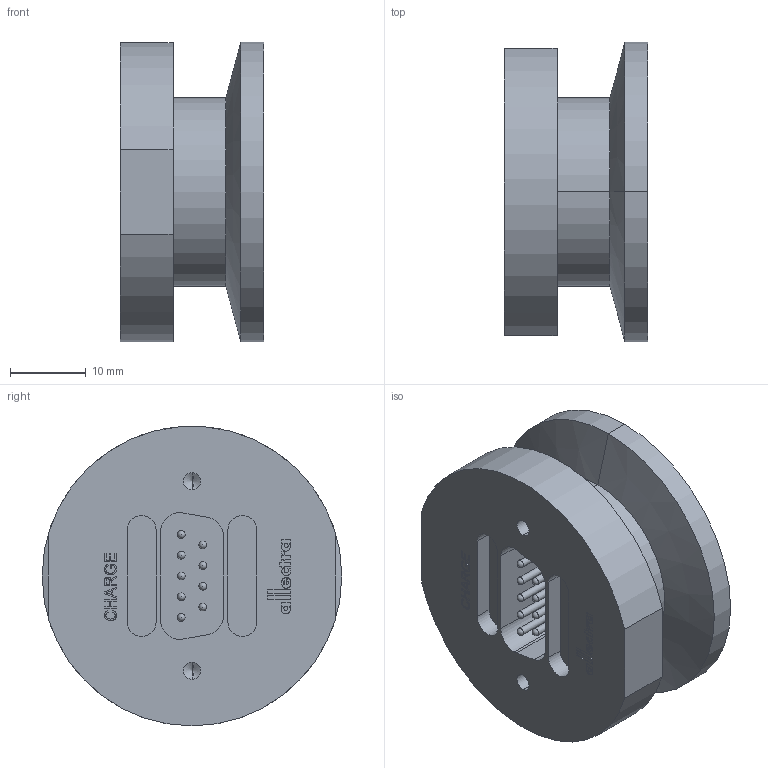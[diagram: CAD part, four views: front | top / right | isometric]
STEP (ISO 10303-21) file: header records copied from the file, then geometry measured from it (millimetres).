
FILE_DESCRIPTION (( 'STEP AP214' ), '1' );
FILE_NAME ('210-D09-K25.step', '2025-02-17T20:20:19', ( '' ), ( '' ), 'SwSTEP 2.0', 'SolidWorks 2022', '' );
FILE_SCHEMA (( 'AUTOMOTIVE_DESIGN' ));
Length unit declared in the file: millimetre
Products named in the file (3): 210-D09-K25; 9210-PIN-FENI_Pin vergoldet; 921-D09-K25-V0411-C_Beschriftung 1mm pin
Assembly tree (10 placements, depth 2):
  210-D09-K25
    921-D09-K25-V0411-C_Beschriftung 1mm pin
    9210-PIN-FENI_Pin vergoldet  x9
Bounding box: 19 x 39.6 x 39.6 mm (x, y, z)
Volume: 14016.8 mm3; surface area: 7414.8 mm2
Topology: 10 solids, 10 shells, 305 faces, 822 edges, 540 vertices
Faces by surface type: plane 143, cylinder 107, bspline 27, sphere 18, cone 10
Entity records: 10244 total; most frequent: CARTESIAN_POINT 3241, ORIENTED_EDGE 1424, DIRECTION 1358, EDGE_CURVE 712, LINE 476, VECTOR 476, VERTEX_POINT 472, AXIS2_PLACEMENT_3D 441
